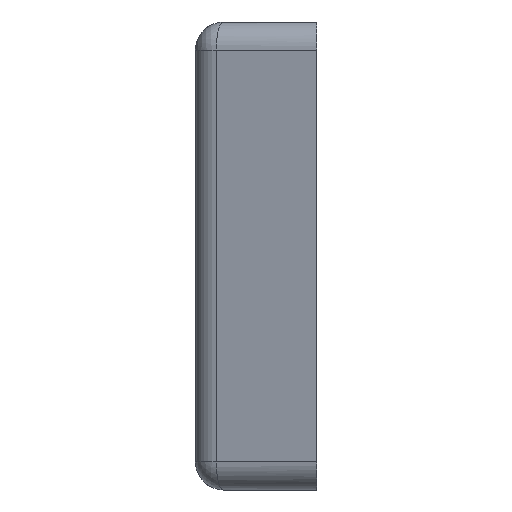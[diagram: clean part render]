
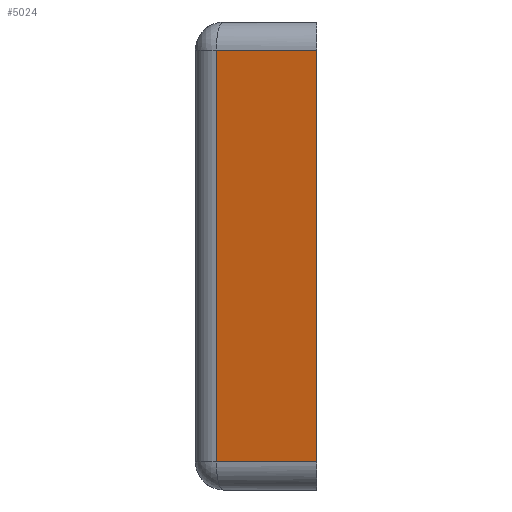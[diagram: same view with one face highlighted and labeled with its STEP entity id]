
A CAD part, left-side view. The second image highlights one B-rep face of the part: STEP entity #5024.
In plain terms, the highlighted planar face has unit normal (-0.966, 0.259, 0).
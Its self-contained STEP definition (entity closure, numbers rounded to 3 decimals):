
#147=CARTESIAN_POINT('',(-301.5,0.,36.5));
#185=CARTESIAN_POINT('',(-301.5,0.,-36.5));
#207=DIRECTION('',(0.259,0.966,0.));
#208=VECTOR('',#207,18.422);
#209=CARTESIAN_POINT('',(-301.5,0.,36.5));
#210=LINE('',#209,#208);
#211=DIRECTION('',(0.,0.,-1.));
#212=VECTOR('',#211,73.);
#213=CARTESIAN_POINT('',(-301.5,0.,36.5));
#214=LINE('',#213,#212);
#215=DIRECTION('',(-0.259,-0.966,0.));
#216=VECTOR('',#215,18.422);
#217=CARTESIAN_POINT('',(-296.732,17.794,-36.5));
#218=LINE('',#217,#216);
#234=DIRECTION('',(0.,0.,-1.));
#235=VECTOR('',#234,73.);
#236=CARTESIAN_POINT('',(-296.732,17.794,36.5));
#237=LINE('',#236,#235);
#3901=VERTEX_POINT('',#147);
#3905=VERTEX_POINT('',#185);
#3919=CARTESIAN_POINT('',(-296.732,17.794,36.5));
#3920=VERTEX_POINT('',#3919);
#3923=CARTESIAN_POINT('',(-296.732,17.794,-36.5));
#3924=VERTEX_POINT('',#3923);
#5011=CARTESIAN_POINT('',(-295.739,21.5,-41.5));
#5012=DIRECTION('',(-0.966,0.259,0.));
#5013=DIRECTION('',(-0.259,-0.966,0.));
#5014=AXIS2_PLACEMENT_3D('',#5011,#5012,#5013);
#5015=PLANE('',#5014);
#5016=ORIENTED_EDGE('',*,*,#5002,.F.);
#5017=ORIENTED_EDGE('',*,*,#4973,.T.);
#5019=ORIENTED_EDGE('',*,*,#5018,.F.);
#5021=ORIENTED_EDGE('',*,*,#5020,.F.);
#5022=EDGE_LOOP('',(#5016,#5017,#5019,#5021));
#5023=FACE_OUTER_BOUND('',#5022,.F.);
#5024=ADVANCED_FACE('',(#5023),#5015,.T.);
#4973=EDGE_CURVE('',#3901,#3905,#214,.T.);
#5002=EDGE_CURVE('',#3901,#3920,#210,.T.);
#5018=EDGE_CURVE('',#3924,#3905,#218,.T.);
#5020=EDGE_CURVE('',#3920,#3924,#237,.T.);
